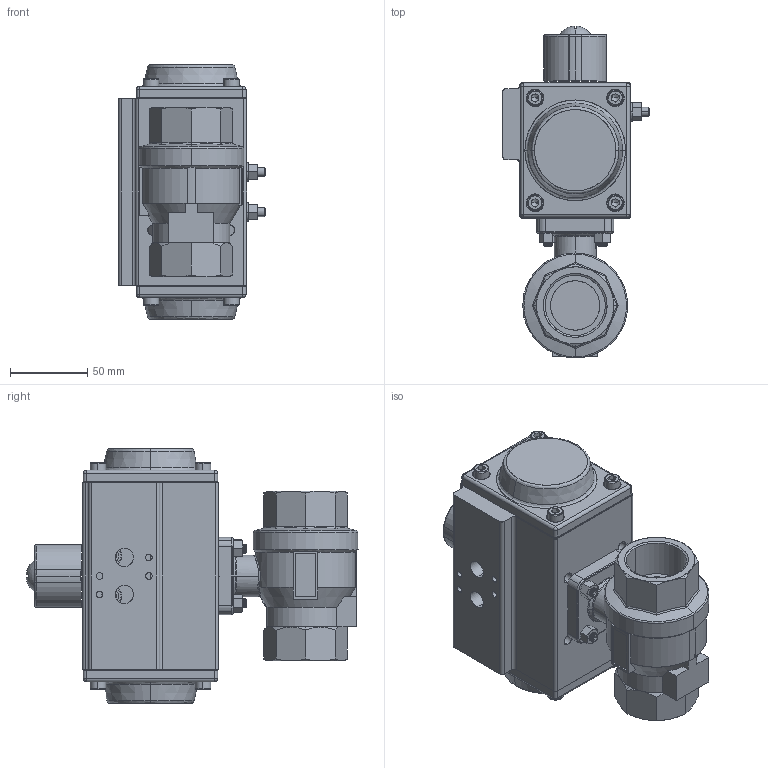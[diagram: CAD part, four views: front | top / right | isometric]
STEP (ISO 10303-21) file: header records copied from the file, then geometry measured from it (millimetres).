
FILE_DESCRIPTION (( 'STEP AP214' ), '1' );
FILE_NAME ('PK02_DN32_einfachwirkend (PK02010006).STEP', '2022-01-20T08:36:11', ( '' ), ( '' ), 'SwSTEP 2.0', 'SolidWorks 2021', '' );
FILE_SCHEMA (( 'AUTOMOTIVE_DESIGN' ));
Length unit declared in the file: metre
Products named in the file (1): PK02_DN32_einfachwirkend (PK02010006)
Bounding box: 95 x 215.15 x 165 mm (x, y, z)
Surface area: 137220.3 mm2 (no closed solid volume)
Topology: 0 solids, 666 shells, 839 faces, 3728 edges, 3518 vertices
Faces by surface type: plane 323, cylinder 216, cone 154, bspline 144, sphere 2
Entity records: 68702 total; most frequent: CARTESIAN_POINT 31820, DIRECTION 5113, ORIENTED_EDGE 4034, EDGE_CURVE 3704, VERTEX_POINT 3518, AXIS2_PLACEMENT_3D 1715, LINE 1683, VECTOR 1683
